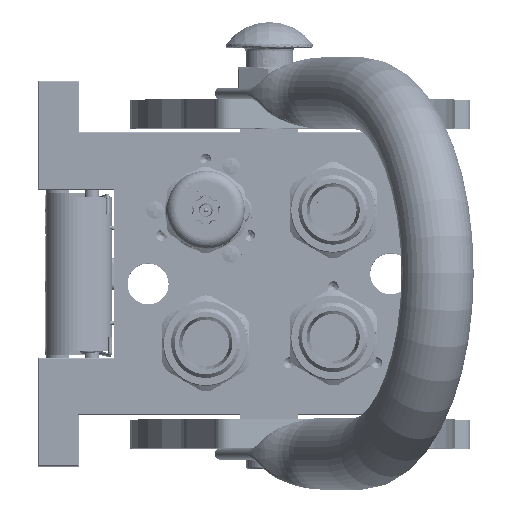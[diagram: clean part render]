
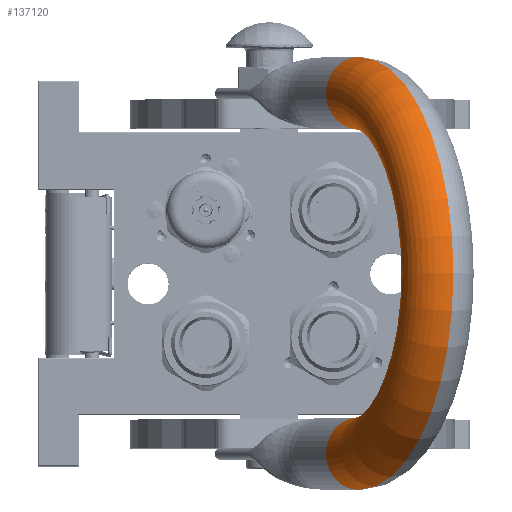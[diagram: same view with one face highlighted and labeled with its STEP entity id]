
A CAD part, top view. The second image highlights one B-rep face of the part: STEP entity #137120.
In plain terms, the highlighted toroidal (fillet/blend) face has major radius 62.25 mm and minor radius 12.5 mm.
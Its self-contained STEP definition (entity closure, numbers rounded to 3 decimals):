
#4491 = EDGE_LOOP ( 'NONE', ( #144084, #94628, #23203, #105265 ) ) ;
#6679 = AXIS2_PLACEMENT_3D ( 'NONE', #26229, #131528, #110010 ) ;
#7483 = CARTESIAN_POINT ( 'NONE',  ( -62.25, 0., 25.25 ) ) ;
#15695 = EDGE_CURVE ( 'NONE', #29413, #117402, #94525, .T. ) ;
#16439 = CARTESIAN_POINT ( 'NONE',  ( 0., 0., 25.25 ) ) ;
#23203 = ORIENTED_EDGE ( 'NONE', *, *, #91457, .F. ) ;
#26229 = CARTESIAN_POINT ( 'NONE',  ( 62.25, 0., 25.25 ) ) ;
#29413 = VERTEX_POINT ( 'NONE', #99778 ) ;
#31812 = VERTEX_POINT ( 'NONE', #120268 ) ;
#32938 = CIRCLE ( 'NONE', #105908, 74.75 ) ;
#34380 = CIRCLE ( 'NONE', #147267, 12.5 ) ;
#36210 = DIRECTION ( 'NONE',  ( 0., 1., 0. ) ) ;
#36739 = DIRECTION ( 'NONE',  ( 1., 0., 0. ) ) ;
#38654 = VERTEX_POINT ( 'NONE', #44094 ) ;
#39904 = DIRECTION ( 'NONE',  ( 0., 1., 0. ) ) ;
#41651 = DIRECTION ( 'NONE',  ( 0., 0., 1. ) ) ;
#42960 = DIRECTION ( 'NONE',  ( 0., 1., 0. ) ) ;
#44094 = CARTESIAN_POINT ( 'NONE',  ( 74.75, 0., 25.25 ) ) ;
#44840 = TOROIDAL_SURFACE ( 'NONE', #46852, 62.25, 12.5 ) ;
#46852 = AXIS2_PLACEMENT_3D ( 'NONE', #83333, #36210, #36739 ) ;
#53476 = DIRECTION ( 'NONE',  ( -1., 0., 0. ) ) ;
#53754 = DIRECTION ( 'NONE',  ( -1., 0., 0. ) ) ;
#76290 = DIRECTION ( 'NONE',  ( -1., 0., 0. ) ) ;
#83333 = CARTESIAN_POINT ( 'NONE',  ( 0., 0., 25.25 ) ) ;
#91457 = EDGE_CURVE ( 'NONE', #31812, #38654, #32938, .T. ) ;
#92144 = AXIS2_PLACEMENT_3D ( 'NONE', #16439, #39904, #76290 ) ;
#94525 = CIRCLE ( 'NONE', #92144, 49.75 ) ;
#94628 = ORIENTED_EDGE ( 'NONE', *, *, #145544, .F. ) ;
#99778 = CARTESIAN_POINT ( 'NONE',  ( -49.75, 0., 25.25 ) ) ;
#99801 = FACE_OUTER_BOUND ( 'NONE', #4491, .T. ) ;
#101289 = CARTESIAN_POINT ( 'NONE',  ( 0., 0., 25.25 ) ) ;
#105265 = ORIENTED_EDGE ( 'NONE', *, *, #112289, .T. ) ;
#105908 = AXIS2_PLACEMENT_3D ( 'NONE', #101289, #42960, #53754 ) ;
#107038 = CIRCLE ( 'NONE', #6679, 12.5 ) ;
#110010 = DIRECTION ( 'NONE',  ( 1., 0., 0. ) ) ;
#112289 = EDGE_CURVE ( 'NONE', #31812, #29413, #34380, .T. ) ;
#117402 = VERTEX_POINT ( 'NONE', #125981 ) ;
#120268 = CARTESIAN_POINT ( 'NONE',  ( -74.75, 0., 25.25 ) ) ;
#125981 = CARTESIAN_POINT ( 'NONE',  ( 49.75, 0., 25.25 ) ) ;
#131528 = DIRECTION ( 'NONE',  ( 0., 0., -1. ) ) ;
#137120 = ADVANCED_FACE ( 'NONE', ( #99801 ), #44840, .T. ) ;
#144084 = ORIENTED_EDGE ( 'NONE', *, *, #15695, .T. ) ;
#145544 = EDGE_CURVE ( 'NONE', #38654, #117402, #107038, .T. ) ;
#147267 = AXIS2_PLACEMENT_3D ( 'NONE', #7483, #41651, #53476 ) ;
